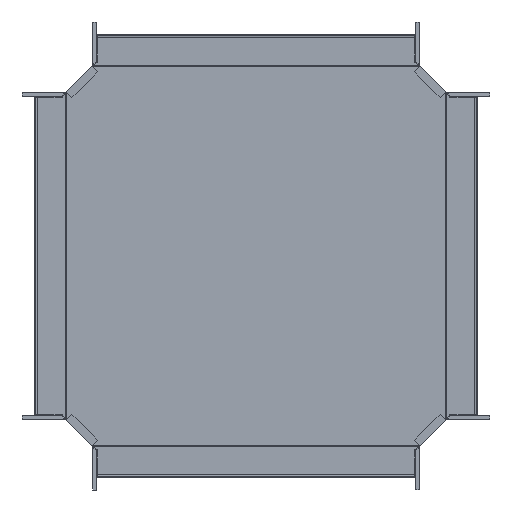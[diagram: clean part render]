
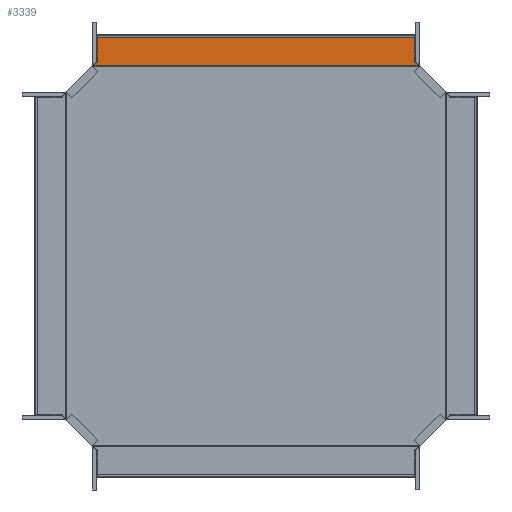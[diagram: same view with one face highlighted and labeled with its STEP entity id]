
A CAD part, front view. The second image highlights one B-rep face of the part: STEP entity #3339.
In plain terms, the highlighted planar face has unit normal (0, -1, 0).
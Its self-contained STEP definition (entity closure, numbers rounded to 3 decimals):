
#5 = CARTESIAN_POINT ( 'NONE',  ( 0., -2.25, 347.384 ) ) ;
#138 = ORIENTED_EDGE ( 'NONE', *, *, #1425, .F. ) ;
#212 = VECTOR ( 'NONE', #2482, 1000. ) ;
#300 = LINE ( 'NONE', #1613, #5411 ) ;
#313 = LINE ( 'NONE', #3375, #212 ) ;
#314 = VECTOR ( 'NONE', #4662, 1000. ) ;
#319 = CARTESIAN_POINT ( 'NONE',  ( -289.75, -2.25, 353.497 ) ) ;
#348 = DIRECTION ( 'NONE',  ( -0.707, 0., -0.707 ) ) ;
#352 = CARTESIAN_POINT ( 'NONE',  ( -295.389, -2.25, 347.667 ) ) ;
#382 = CARTESIAN_POINT ( 'NONE',  ( -289.75, -2.25, 398.912 ) ) ;
#488 = VECTOR ( 'NONE', #348, 1000. ) ;
#755 = VECTOR ( 'NONE', #1557, 1000. ) ;
#1005 = CARTESIAN_POINT ( 'NONE',  ( -289.75, -2.25, 353.497 ) ) ;
#1057 = VERTEX_POINT ( 'NONE', #5566 ) ;
#1129 = DIRECTION ( 'NONE',  ( 1., 0., 0. ) ) ;
#1417 = CARTESIAN_POINT ( 'NONE',  ( 295.546, -2.25, 347.384 ) ) ;
#1425 = EDGE_CURVE ( 'NONE', #3294, #4292, #300, .T. ) ;
#1476 = ORIENTED_EDGE ( 'NONE', *, *, #4734, .T. ) ;
#1557 = DIRECTION ( 'NONE',  ( 0., 0., -1. ) ) ;
#1566 = ORIENTED_EDGE ( 'NONE', *, *, #2465, .T. ) ;
#1599 = B_SPLINE_CURVE_WITH_KNOTS ( 'NONE', 3,
 ( #4060, #4005, #4425, #1417 ),
 .UNSPECIFIED., .F., .F.,
 ( 4, 4 ),
 ( 0.007, 0.008 ),
 .UNSPECIFIED. ) ;
#1601 = VERTEX_POINT ( 'NONE', #4374 ) ;
#1613 = CARTESIAN_POINT ( 'NONE',  ( -7.302, -2.25, 398.912 ) ) ;
#1725 = B_SPLINE_CURVE_WITH_KNOTS ( 'NONE', 3,
 ( #2960, #2990, #352, #1746 ),
 .UNSPECIFIED., .F., .F.,
 ( 4, 4 ),
 ( 0.007, 0.008 ),
 .UNSPECIFIED. ) ;
#1746 = CARTESIAN_POINT ( 'NONE',  ( -295.546, -2.25, 347.384 ) ) ;
#1870 = DIRECTION ( 'NONE',  ( 0., -1., 0. ) ) ;
#1874 = EDGE_CURVE ( 'NONE', #4100, #1057, #1599, .T. ) ;
#2081 = CARTESIAN_POINT ( 'NONE',  ( -289.75, -2.25, 353.497 ) ) ;
#2138 = ORIENTED_EDGE ( 'NONE', *, *, #5425, .T. ) ;
#2430 = CARTESIAN_POINT ( 'NONE',  ( -295.035, -2.25, 348.212 ) ) ;
#2465 = EDGE_CURVE ( 'NONE', #3673, #2781, #4696, .T. ) ;
#2482 = DIRECTION ( 'NONE',  ( 0.707, 0., -0.707 ) ) ;
#2781 = VERTEX_POINT ( 'NONE', #2430 ) ;
#2784 = DIRECTION ( 'NONE',  ( 0., 0., -1. ) ) ;
#2795 = ORIENTED_EDGE ( 'NONE', *, *, #3836, .F. ) ;
#2896 = LINE ( 'NONE', #4237, #314 ) ;
#2960 = CARTESIAN_POINT ( 'NONE',  ( -295.035, -2.25, 348.212 ) ) ;
#2990 = CARTESIAN_POINT ( 'NONE',  ( -295.212, -2.25, 347.94 ) ) ;
#3147 = VECTOR ( 'NONE', #4782, 1000. ) ;
#3263 = CARTESIAN_POINT ( 'NONE',  ( 289.75, -2.25, 353.497 ) ) ;
#3294 = VERTEX_POINT ( 'NONE', #382 ) ;
#3339 = ADVANCED_FACE ( 'NONE', ( #4447 ), #5355, .T. ) ;
#3375 = CARTESIAN_POINT ( 'NONE',  ( 289.75, -2.25, 353.497 ) ) ;
#3394 = LINE ( 'NONE', #2081, #755 ) ;
#3653 = CARTESIAN_POINT ( 'NONE',  ( 0., -2.25, -0.076 ) ) ;
#3673 = VERTEX_POINT ( 'NONE', #1005 ) ;
#3836 = EDGE_CURVE ( 'NONE', #4292, #4914, #2896, .T. ) ;
#4005 = CARTESIAN_POINT ( 'NONE',  ( 295.212, -2.25, 347.94 ) ) ;
#4060 = CARTESIAN_POINT ( 'NONE',  ( 295.035, -2.25, 348.212 ) ) ;
#4077 = EDGE_LOOP ( 'NONE', ( #1566, #1476, #5208, #4324, #5386, #2795, #138, #2138 ) ) ;
#4100 = VERTEX_POINT ( 'NONE', #4575 ) ;
#4237 = CARTESIAN_POINT ( 'NONE',  ( 289.75, -2.25, 353.497 ) ) ;
#4292 = VERTEX_POINT ( 'NONE', #5621 ) ;
#4324 = ORIENTED_EDGE ( 'NONE', *, *, #1874, .F. ) ;
#4374 = CARTESIAN_POINT ( 'NONE',  ( -295.546, -2.25, 347.384 ) ) ;
#4425 = CARTESIAN_POINT ( 'NONE',  ( 295.389, -2.25, 347.667 ) ) ;
#4447 = FACE_OUTER_BOUND ( 'NONE', #4077, .T. ) ;
#4575 = CARTESIAN_POINT ( 'NONE',  ( 295.035, -2.25, 348.212 ) ) ;
#4662 = DIRECTION ( 'NONE',  ( 0., 0., -1. ) ) ;
#4696 = LINE ( 'NONE', #319, #488 ) ;
#4734 = EDGE_CURVE ( 'NONE', #2781, #1601, #1725, .T. ) ;
#4754 = LINE ( 'NONE', #5, #3147 ) ;
#4763 = EDGE_CURVE ( 'NONE', #1057, #1601, #4754, .T. ) ;
#4782 = DIRECTION ( 'NONE',  ( -1., 0., 0. ) ) ;
#4909 = AXIS2_PLACEMENT_3D ( 'NONE', #3653, #1870, #2784 ) ;
#4914 = VERTEX_POINT ( 'NONE', #3263 ) ;
#4983 = EDGE_CURVE ( 'NONE', #4914, #4100, #313, .T. ) ;
#5208 = ORIENTED_EDGE ( 'NONE', *, *, #4763, .F. ) ;
#5355 = PLANE ( 'NONE',  #4909 ) ;
#5386 = ORIENTED_EDGE ( 'NONE', *, *, #4983, .F. ) ;
#5411 = VECTOR ( 'NONE', #1129, 1000. ) ;
#5425 = EDGE_CURVE ( 'NONE', #3294, #3673, #3394, .T. ) ;
#5566 = CARTESIAN_POINT ( 'NONE',  ( 295.546, -2.25, 347.384 ) ) ;
#5621 = CARTESIAN_POINT ( 'NONE',  ( 289.75, -2.25, 398.912 ) ) ;
